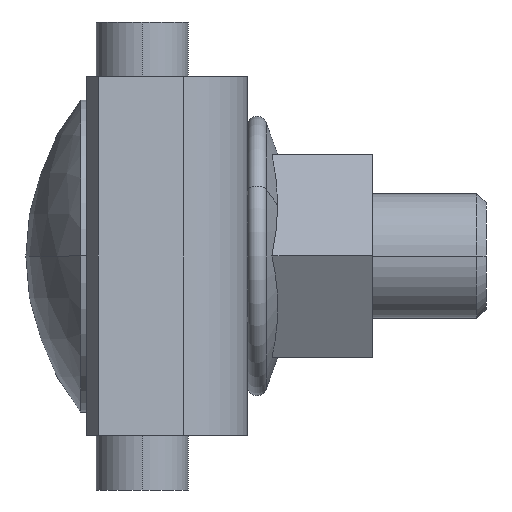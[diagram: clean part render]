
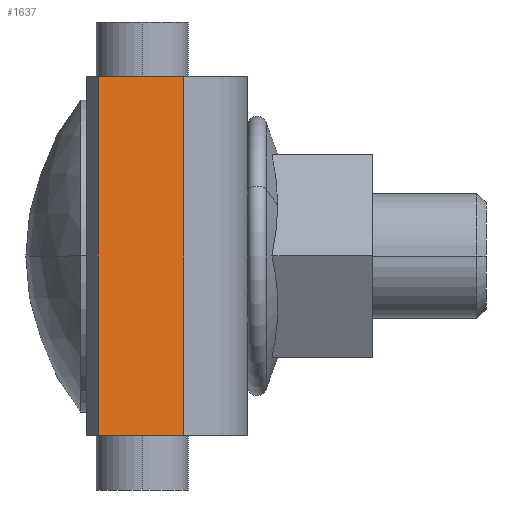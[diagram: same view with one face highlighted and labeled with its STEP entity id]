
A CAD part, left-side view. The second image highlights one B-rep face of the part: STEP entity #1637.
In plain terms, the highlighted planar face has unit normal (-0.966, -0.259, 0).
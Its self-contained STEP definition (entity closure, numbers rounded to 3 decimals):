
#125 = EDGE_CURVE ( 'NONE', #1480, #731, #993, .T. ) ;
#238 = CARTESIAN_POINT ( 'NONE',  ( -12.394, 1.076, 11.5 ) ) ;
#285 = EDGE_CURVE ( 'NONE', #731, #1007, #886, .T. ) ;
#304 = EDGE_CURVE ( 'NONE', #1480, #1965, #869, .T. ) ;
#305 = CARTESIAN_POINT ( 'NONE',  ( -13.865, 6.565, -11.5 ) ) ;
#315 = FACE_OUTER_BOUND ( 'NONE', #1034, .T. ) ;
#319 = DIRECTION ( 'NONE',  ( 0.259, -0.966, 0. ) ) ;
#351 = CARTESIAN_POINT ( 'NONE',  ( -12.394, 1.076, 11.5 ) ) ;
#377 = DIRECTION ( 'NONE',  ( 0., 0., -1. ) ) ;
#421 = EDGE_CURVE ( 'NONE', #1965, #1007, #783, .T. ) ;
#434 = CARTESIAN_POINT ( 'NONE',  ( -13.865, 6.565, 11.5 ) ) ;
#475 = CARTESIAN_POINT ( 'NONE',  ( -12.394, 1.076, -11.5 ) ) ;
#631 = DIRECTION ( 'NONE',  ( 0.259, -0.966, 0. ) ) ;
#731 = VERTEX_POINT ( 'NONE', #873 ) ;
#772 = VECTOR ( 'NONE', #377, 1000. ) ;
#781 = DIRECTION ( 'NONE',  ( -0.259, 0.966, 0. ) ) ;
#783 = LINE ( 'NONE', #351, #772 ) ;
#786 = PLANE ( 'NONE',  #1489 ) ;
#803 = CARTESIAN_POINT ( 'NONE',  ( -13.865, 6.565, 11.5 ) ) ;
#862 = VECTOR ( 'NONE', #631, 1000. ) ;
#869 = LINE ( 'NONE', #434, #862 ) ;
#873 = CARTESIAN_POINT ( 'NONE',  ( -13.865, 6.565, -11.5 ) ) ;
#878 = VECTOR ( 'NONE', #319, 1000. ) ;
#886 = LINE ( 'NONE', #305, #878 ) ;
#972 = VECTOR ( 'NONE', #1115, 1000. ) ;
#993 = LINE ( 'NONE', #1038, #972 ) ;
#1007 = VERTEX_POINT ( 'NONE', #475 ) ;
#1029 = CARTESIAN_POINT ( 'NONE',  ( -13.865, 6.565, 11.5 ) ) ;
#1034 = EDGE_LOOP ( 'NONE', ( #1497, #1485, #1528, #1569 ) ) ;
#1038 = CARTESIAN_POINT ( 'NONE',  ( -13.865, 6.565, 11.5 ) ) ;
#1115 = DIRECTION ( 'NONE',  ( 0., 0., -1. ) ) ;
#1480 = VERTEX_POINT ( 'NONE', #1029 ) ;
#1485 = ORIENTED_EDGE ( 'NONE', *, *, #421, .F. ) ;
#1489 = AXIS2_PLACEMENT_3D ( 'NONE', #803, #1618, #781 ) ;
#1497 = ORIENTED_EDGE ( 'NONE', *, *, #285, .T. ) ;
#1528 = ORIENTED_EDGE ( 'NONE', *, *, #304, .F. ) ;
#1569 = ORIENTED_EDGE ( 'NONE', *, *, #125, .T. ) ;
#1618 = DIRECTION ( 'NONE',  ( 0.966, 0.259, 0. ) ) ;
#1637 = ADVANCED_FACE ( 'NONE', ( #315 ), #786, .F. ) ;
#1965 = VERTEX_POINT ( 'NONE', #238 ) ;
